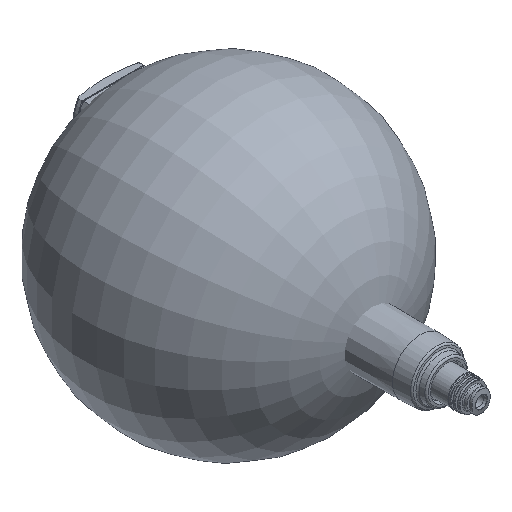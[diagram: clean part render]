
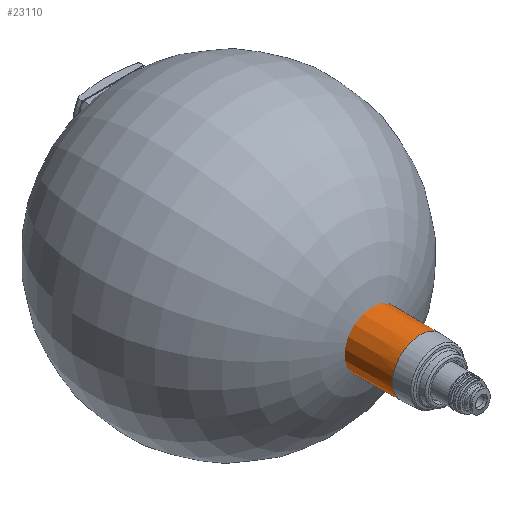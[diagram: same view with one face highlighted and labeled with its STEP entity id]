
A CAD part, isometric view. The second image highlights one B-rep face of the part: STEP entity #23110.
In plain terms, the highlighted conical face has half-angle 0.5 degrees and reference radius 15.575 mm.
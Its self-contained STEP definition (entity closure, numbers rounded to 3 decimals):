
#118=CONICAL_SURFACE('',#24614,15.575,0.009);
#7800=ORIENTED_EDGE('',*,*,#10811,.F.);
#7801=ORIENTED_EDGE('',*,*,#10147,.T.);
#10147=EDGE_CURVE('',#12243,#12243,#13256,.F.);
#10811=EDGE_CURVE('',#12633,#12633,#13518,.T.);
#12243=VERTEX_POINT('',#32763);
#12633=VERTEX_POINT('',#34238);
#13256=CIRCLE('',#24038,15.549);
#13518=CIRCLE('',#24615,14.983);
#14452=EDGE_LOOP('',(#7800));
#14453=EDGE_LOOP('',(#7801));
#15570=FACE_BOUND('',#14452,.T.);
#15571=FACE_BOUND('',#14453,.T.);
#23110=ADVANCED_FACE('',(#15570,#15571),#118,.T.);
#24038=AXIS2_PLACEMENT_3D('',#32762,#27260,#27261);
#24614=AXIS2_PLACEMENT_3D('',#34236,#28770,#28771);
#24615=AXIS2_PLACEMENT_3D('',#34237,#28772,#28773);
#27260=DIRECTION('',(0.,1.,0.));
#27261=DIRECTION('',(0.,0.,1.));
#28770=DIRECTION('',(0.,1.,0.));
#28771=DIRECTION('',(0.,0.,1.));
#28772=DIRECTION('',(0.,-1.,0.));
#28773=DIRECTION('',(0.,0.,-1.));
#32762=CARTESIAN_POINT('',(0.,-35.5,0.));
#32763=CARTESIAN_POINT('',(0.,-35.5,15.549));
#34236=CARTESIAN_POINT('',(0.,-32.53,0.));
#34237=CARTESIAN_POINT('',(0.,-100.43,0.));
#34238=CARTESIAN_POINT('',(0.,-100.43,-14.983));
